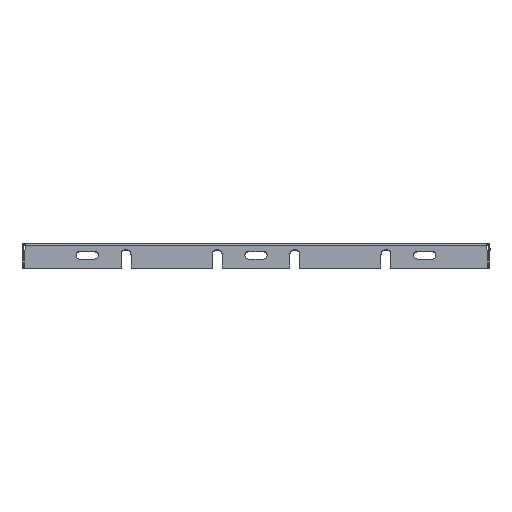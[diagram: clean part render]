
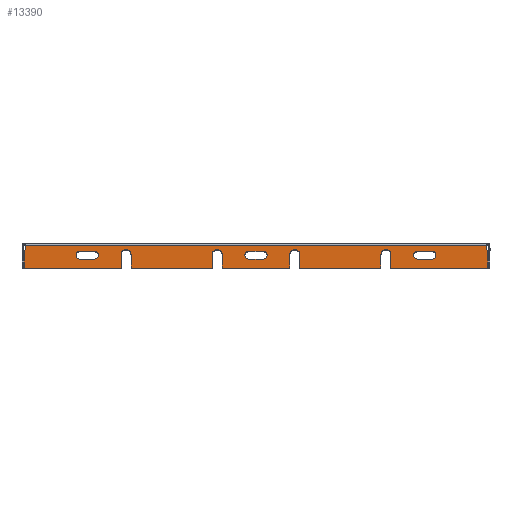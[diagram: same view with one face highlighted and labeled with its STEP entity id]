
A CAD part, top view. The second image highlights one B-rep face of the part: STEP entity #13390.
In plain terms, the highlighted planar face has unit normal (0, 0, 1).
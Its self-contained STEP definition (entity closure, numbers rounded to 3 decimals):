
#3785=DIRECTION('',(1.,0.,0.));
#3786=VECTOR('',#3785,1.13);
#3787=CARTESIAN_POINT('',(-0.565,0.365,17.07));
#3788=LINE('',#3787,#3786);
#3789=CARTESIAN_POINT('',(-0.565,0.04,17.07));
#3790=DIRECTION('',(0.,0.,1.));
#3791=DIRECTION('',(0.,1.,0.));
#3792=AXIS2_PLACEMENT_3D('',#3789,#3790,#3791);
#3794=DIRECTION('',(-1.,0.,0.));
#3795=VECTOR('',#3794,1.13);
#3796=CARTESIAN_POINT('',(0.565,-0.285,17.07));
#3797=LINE('',#3796,#3795);
#3798=CARTESIAN_POINT('',(0.565,0.04,17.07));
#3799=DIRECTION('',(0.,0.,1.));
#3800=DIRECTION('',(0.,-1.,0.));
#3801=AXIS2_PLACEMENT_3D('',#3798,#3799,#3800);
#3803=DIRECTION('',(1.,0.,0.));
#3804=VECTOR('',#3803,1.13);
#3805=CARTESIAN_POINT('',(-14.015,0.365,17.07));
#3806=LINE('',#3805,#3804);
#3807=CARTESIAN_POINT('',(-14.015,0.04,17.07));
#3808=DIRECTION('',(0.,0.,1.));
#3809=DIRECTION('',(0.,1.,0.));
#3810=AXIS2_PLACEMENT_3D('',#3807,#3808,#3809);
#3812=DIRECTION('',(-1.,0.,0.));
#3813=VECTOR('',#3812,1.13);
#3814=CARTESIAN_POINT('',(-12.885,-0.285,17.07));
#3815=LINE('',#3814,#3813);
#3816=CARTESIAN_POINT('',(-12.885,0.04,17.07));
#3817=DIRECTION('',(0.,0.,1.));
#3818=DIRECTION('',(0.,-1.,0.));
#3819=AXIS2_PLACEMENT_3D('',#3816,#3817,#3818);
#3821=DIRECTION('',(1.,0.,0.));
#3822=VECTOR('',#3821,1.13);
#3823=CARTESIAN_POINT('',(12.885,0.365,17.07));
#3824=LINE('',#3823,#3822);
#3825=CARTESIAN_POINT('',(12.885,0.04,17.07));
#3826=DIRECTION('',(0.,0.,1.));
#3827=DIRECTION('',(0.,1.,0.));
#3828=AXIS2_PLACEMENT_3D('',#3825,#3826,#3827);
#3830=DIRECTION('',(-1.,0.,0.));
#3831=VECTOR('',#3830,1.13);
#3832=CARTESIAN_POINT('',(14.015,-0.285,17.07));
#3833=LINE('',#3832,#3831);
#3834=CARTESIAN_POINT('',(14.015,0.04,17.07));
#3835=DIRECTION('',(0.,0.,1.));
#3836=DIRECTION('',(0.,-1.,0.));
#3837=AXIS2_PLACEMENT_3D('',#3834,#3835,#3836);
#3839=CARTESIAN_POINT('',(-10.355,0.1,17.07));
#3840=DIRECTION('',(0.,0.,-1.));
#3841=DIRECTION('',(-1.,0.,0.));
#3842=AXIS2_PLACEMENT_3D('',#3839,#3840,#3841);
#3844=DIRECTION('',(0.,1.,0.));
#3845=VECTOR('',#3844,1.1);
#3846=CARTESIAN_POINT('',(-10.755,-1.,17.07));
#3847=LINE('',#3846,#3845);
#3848=DIRECTION('',(-0.056,-0.998,0.));
#3849=VECTOR('',#3848,1.803);
#3850=CARTESIAN_POINT('',(-18.385,0.8,17.07));
#3851=LINE('',#3850,#3849);
#3852=DIRECTION('',(-1.,0.,0.));
#3853=VECTOR('',#3852,36.769);
#3854=CARTESIAN_POINT('',(18.385,0.8,17.07));
#3855=LINE('',#3854,#3853);
#3856=DIRECTION('',(0.056,-0.998,0.));
#3857=VECTOR('',#3856,1.803);
#3858=CARTESIAN_POINT('',(18.385,0.8,17.07));
#3859=LINE('',#3858,#3857);
#3860=DIRECTION('',(0.,1.,0.));
#3861=VECTOR('',#3860,1.1);
#3862=CARTESIAN_POINT('',(10.755,-1.,17.07));
#3863=LINE('',#3862,#3861);
#3864=CARTESIAN_POINT('',(10.355,0.1,17.07));
#3865=DIRECTION('',(0.,0.,1.));
#3866=DIRECTION('',(1.,0.,0.));
#3867=AXIS2_PLACEMENT_3D('',#3864,#3865,#3866);
#3869=DIRECTION('',(0.,1.,0.));
#3870=VECTOR('',#3869,1.1);
#3871=CARTESIAN_POINT('',(9.955,-1.,17.07));
#3872=LINE('',#3871,#3870);
#3873=DIRECTION('',(0.,1.,0.));
#3874=VECTOR('',#3873,1.1);
#3875=CARTESIAN_POINT('',(3.485,-1.,17.07));
#3876=LINE('',#3875,#3874);
#3877=CARTESIAN_POINT('',(3.085,0.1,17.07));
#3878=DIRECTION('',(0.,0.,1.));
#3879=DIRECTION('',(1.,0.,0.));
#3880=AXIS2_PLACEMENT_3D('',#3877,#3878,#3879);
#3882=DIRECTION('',(0.,1.,0.));
#3883=VECTOR('',#3882,1.1);
#3884=CARTESIAN_POINT('',(2.685,-1.,17.07));
#3885=LINE('',#3884,#3883);
#3886=DIRECTION('',(0.,1.,0.));
#3887=VECTOR('',#3886,1.1);
#3888=CARTESIAN_POINT('',(-2.685,-1.,17.07));
#3889=LINE('',#3888,#3887);
#3890=CARTESIAN_POINT('',(-3.085,0.1,17.07));
#3891=DIRECTION('',(0.,0.,-1.));
#3892=DIRECTION('',(-1.,0.,0.));
#3893=AXIS2_PLACEMENT_3D('',#3890,#3891,#3892);
#3895=DIRECTION('',(0.,1.,0.));
#3896=VECTOR('',#3895,1.1);
#3897=CARTESIAN_POINT('',(-3.485,-1.,17.07));
#3898=LINE('',#3897,#3896);
#3899=DIRECTION('',(0.,1.,0.));
#3900=VECTOR('',#3899,1.1);
#3901=CARTESIAN_POINT('',(-9.955,-1.,17.07));
#3902=LINE('',#3901,#3900);
#4093=DIRECTION('',(1.,0.,0.));
#4094=VECTOR('',#4093,7.73);
#4095=CARTESIAN_POINT('',(-18.485,-1.,17.07));
#4096=LINE('',#4095,#4094);
#4101=DIRECTION('',(1.,0.,0.));
#4102=VECTOR('',#4101,6.47);
#4103=CARTESIAN_POINT('',(-9.955,-1.,17.07));
#4104=LINE('',#4103,#4102);
#4105=DIRECTION('',(1.,0.,0.));
#4106=VECTOR('',#4105,5.37);
#4107=CARTESIAN_POINT('',(-2.685,-1.,17.07));
#4108=LINE('',#4107,#4106);
#4121=DIRECTION('',(1.,0.,0.));
#4122=VECTOR('',#4121,7.73);
#4123=CARTESIAN_POINT('',(10.755,-1.,17.07));
#4124=LINE('',#4123,#4122);
#4133=DIRECTION('',(-1.,0.,0.));
#4134=VECTOR('',#4133,6.47);
#4135=CARTESIAN_POINT('',(9.955,-1.,17.07));
#4136=LINE('',#4135,#4134);
#7879=CARTESIAN_POINT('',(10.755,0.1,17.07));
#7880=CARTESIAN_POINT('',(9.955,0.1,17.07));
#7881=VERTEX_POINT('',#7879);
#7882=VERTEX_POINT('',#7880);
#7883=CARTESIAN_POINT('',(10.755,-1.,17.07));
#7884=VERTEX_POINT('',#7883);
#7885=CARTESIAN_POINT('',(9.955,-1.,17.07));
#7886=VERTEX_POINT('',#7885);
#7887=CARTESIAN_POINT('',(3.485,0.1,17.07));
#7888=CARTESIAN_POINT('',(2.685,0.1,17.07));
#7889=VERTEX_POINT('',#7887);
#7890=VERTEX_POINT('',#7888);
#7891=CARTESIAN_POINT('',(3.485,-1.,17.07));
#7892=VERTEX_POINT('',#7891);
#7893=CARTESIAN_POINT('',(2.685,-1.,17.07));
#7894=VERTEX_POINT('',#7893);
#8103=CARTESIAN_POINT('',(-0.565,0.365,17.07));
#8104=CARTESIAN_POINT('',(0.565,0.365,17.07));
#8105=VERTEX_POINT('',#8103);
#8106=VERTEX_POINT('',#8104);
#8107=CARTESIAN_POINT('',(0.565,-0.285,17.07));
#8108=VERTEX_POINT('',#8107);
#8109=CARTESIAN_POINT('',(-0.565,-0.285,17.07));
#8110=VERTEX_POINT('',#8109);
#8111=CARTESIAN_POINT('',(-14.015,0.365,17.07));
#8112=CARTESIAN_POINT('',(-12.885,0.365,17.07));
#8113=VERTEX_POINT('',#8111);
#8114=VERTEX_POINT('',#8112);
#8115=CARTESIAN_POINT('',(-12.885,-0.285,17.07));
#8116=VERTEX_POINT('',#8115);
#8117=CARTESIAN_POINT('',(-14.015,-0.285,17.07));
#8118=VERTEX_POINT('',#8117);
#8119=CARTESIAN_POINT('',(12.885,0.365,17.07));
#8120=CARTESIAN_POINT('',(14.015,0.365,17.07));
#8121=VERTEX_POINT('',#8119);
#8122=VERTEX_POINT('',#8120);
#8123=CARTESIAN_POINT('',(14.015,-0.285,17.07));
#8124=VERTEX_POINT('',#8123);
#8125=CARTESIAN_POINT('',(12.885,-0.285,17.07));
#8126=VERTEX_POINT('',#8125);
#8207=CARTESIAN_POINT('',(18.385,0.8,17.07));
#8208=CARTESIAN_POINT('',(18.485,-1.,17.07));
#8209=VERTEX_POINT('',#8207);
#8210=VERTEX_POINT('',#8208);
#8269=CARTESIAN_POINT('',(-18.385,0.8,17.07));
#8270=CARTESIAN_POINT('',(-18.485,-1.,17.07));
#8271=VERTEX_POINT('',#8269);
#8272=VERTEX_POINT('',#8270);
#8347=CARTESIAN_POINT('',(-10.755,0.1,17.07));
#8348=CARTESIAN_POINT('',(-9.955,0.1,17.07));
#8349=VERTEX_POINT('',#8347);
#8350=VERTEX_POINT('',#8348);
#8351=CARTESIAN_POINT('',(-10.755,-1.,17.07));
#8352=VERTEX_POINT('',#8351);
#8353=CARTESIAN_POINT('',(-9.955,-1.,17.07));
#8354=VERTEX_POINT('',#8353);
#8355=CARTESIAN_POINT('',(-3.485,0.1,17.07));
#8356=CARTESIAN_POINT('',(-2.685,0.1,17.07));
#8357=VERTEX_POINT('',#8355);
#8358=VERTEX_POINT('',#8356);
#8359=CARTESIAN_POINT('',(-3.485,-1.,17.07));
#8360=VERTEX_POINT('',#8359);
#8361=CARTESIAN_POINT('',(-2.685,-1.,17.07));
#8362=VERTEX_POINT('',#8361);
#13315=CARTESIAN_POINT('',(18.445,0.8,17.07));
#13316=DIRECTION('',(0.,0.,1.));
#13317=DIRECTION('',(0.,-1.,0.));
#13318=AXIS2_PLACEMENT_3D('',#13315,#13316,#13317);
#13319=PLANE('',#13318);
#13321=ORIENTED_EDGE('',*,*,#13320,.F.);
#13323=ORIENTED_EDGE('',*,*,#13322,.F.);
#13325=ORIENTED_EDGE('',*,*,#13324,.F.);
#13326=ORIENTED_EDGE('',*,*,#13305,.F.);
#13327=ORIENTED_EDGE('',*,*,#13257,.F.);
#13329=ORIENTED_EDGE('',*,*,#13328,.T.);
#13331=ORIENTED_EDGE('',*,*,#13330,.F.);
#13333=ORIENTED_EDGE('',*,*,#13332,.T.);
#13335=ORIENTED_EDGE('',*,*,#13334,.T.);
#13337=ORIENTED_EDGE('',*,*,#13336,.F.);
#13339=ORIENTED_EDGE('',*,*,#13338,.T.);
#13341=ORIENTED_EDGE('',*,*,#13340,.T.);
#13343=ORIENTED_EDGE('',*,*,#13342,.T.);
#13345=ORIENTED_EDGE('',*,*,#13344,.F.);
#13347=ORIENTED_EDGE('',*,*,#13346,.F.);
#13349=ORIENTED_EDGE('',*,*,#13348,.T.);
#13351=ORIENTED_EDGE('',*,*,#13350,.F.);
#13353=ORIENTED_EDGE('',*,*,#13352,.F.);
#13355=ORIENTED_EDGE('',*,*,#13354,.F.);
#13357=ORIENTED_EDGE('',*,*,#13356,.T.);
#13358=EDGE_LOOP('',(#13321,#13323,#13325,#13326,#13327,#13329,#13331,#13333,
#13335,#13337,#13339,#13341,#13343,#13345,#13347,#13349,#13351,#13353,#13355,
#13357));
#13359=FACE_OUTER_BOUND('',#13358,.F.);
#13361=ORIENTED_EDGE('',*,*,#13360,.F.);
#13363=ORIENTED_EDGE('',*,*,#13362,.T.);
#13365=ORIENTED_EDGE('',*,*,#13364,.F.);
#13367=ORIENTED_EDGE('',*,*,#13366,.T.);
#13368=EDGE_LOOP('',(#13361,#13363,#13365,#13367));
#13369=FACE_BOUND('',#13368,.F.);
#13371=ORIENTED_EDGE('',*,*,#13370,.F.);
#13373=ORIENTED_EDGE('',*,*,#13372,.T.);
#13375=ORIENTED_EDGE('',*,*,#13374,.F.);
#13377=ORIENTED_EDGE('',*,*,#13376,.T.);
#13378=EDGE_LOOP('',(#13371,#13373,#13375,#13377));
#13379=FACE_BOUND('',#13378,.F.);
#13381=ORIENTED_EDGE('',*,*,#13380,.F.);
#13383=ORIENTED_EDGE('',*,*,#13382,.T.);
#13385=ORIENTED_EDGE('',*,*,#13384,.F.);
#13387=ORIENTED_EDGE('',*,*,#13386,.T.);
#13388=EDGE_LOOP('',(#13381,#13383,#13385,#13387));
#13389=FACE_BOUND('',#13388,.F.);
#3793=CIRCLE('',#3792,0.325);
#3802=CIRCLE('',#3801,0.325);
#3811=CIRCLE('',#3810,0.325);
#3820=CIRCLE('',#3819,0.325);
#3829=CIRCLE('',#3828,0.325);
#3838=CIRCLE('',#3837,0.325);
#3843=CIRCLE('',#3842,0.4);
#3868=CIRCLE('',#3867,0.4);
#3881=CIRCLE('',#3880,0.4);
#3894=CIRCLE('',#3893,0.4);
#13257=EDGE_CURVE('',#8209,#8271,#3855,.T.);
#13305=EDGE_CURVE('',#8271,#8272,#3851,.T.);
#13320=EDGE_CURVE('',#8349,#8350,#3843,.T.);
#13322=EDGE_CURVE('',#8352,#8349,#3847,.T.);
#13324=EDGE_CURVE('',#8272,#8352,#4096,.T.);
#13328=EDGE_CURVE('',#8209,#8210,#3859,.T.);
#13330=EDGE_CURVE('',#7884,#8210,#4124,.T.);
#13332=EDGE_CURVE('',#7884,#7881,#3863,.T.);
#13334=EDGE_CURVE('',#7881,#7882,#3868,.T.);
#13336=EDGE_CURVE('',#7886,#7882,#3872,.T.);
#13338=EDGE_CURVE('',#7886,#7892,#4136,.T.);
#13340=EDGE_CURVE('',#7892,#7889,#3876,.T.);
#13342=EDGE_CURVE('',#7889,#7890,#3881,.T.);
#13344=EDGE_CURVE('',#7894,#7890,#3885,.T.);
#13346=EDGE_CURVE('',#8362,#7894,#4108,.T.);
#13348=EDGE_CURVE('',#8362,#8358,#3889,.T.);
#13350=EDGE_CURVE('',#8357,#8358,#3894,.T.);
#13352=EDGE_CURVE('',#8360,#8357,#3898,.T.);
#13354=EDGE_CURVE('',#8354,#8360,#4104,.T.);
#13356=EDGE_CURVE('',#8354,#8350,#3902,.T.);
#13360=EDGE_CURVE('',#8113,#8114,#3806,.T.);
#13362=EDGE_CURVE('',#8113,#8118,#3811,.T.);
#13364=EDGE_CURVE('',#8116,#8118,#3815,.T.);
#13366=EDGE_CURVE('',#8116,#8114,#3820,.T.);
#13370=EDGE_CURVE('',#8121,#8122,#3824,.T.);
#13372=EDGE_CURVE('',#8121,#8126,#3829,.T.);
#13374=EDGE_CURVE('',#8124,#8126,#3833,.T.);
#13376=EDGE_CURVE('',#8124,#8122,#3838,.T.);
#13380=EDGE_CURVE('',#8105,#8106,#3788,.T.);
#13382=EDGE_CURVE('',#8105,#8110,#3793,.T.);
#13384=EDGE_CURVE('',#8108,#8110,#3797,.T.);
#13386=EDGE_CURVE('',#8108,#8106,#3802,.T.);
#13390=ADVANCED_FACE('',(#13359,#13369,#13379,#13389),#13319,.T.);
